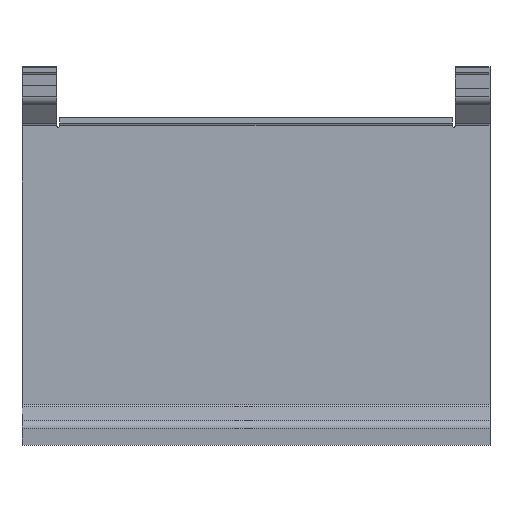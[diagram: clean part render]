
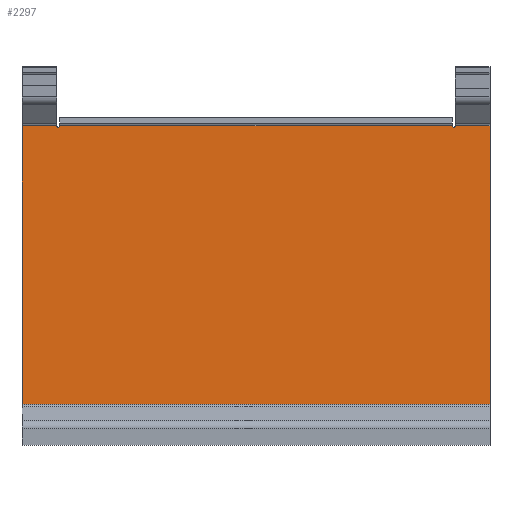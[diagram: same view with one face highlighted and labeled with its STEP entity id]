
A CAD part, top view. The second image highlights one B-rep face of the part: STEP entity #2297.
In plain terms, the highlighted planar face has unit normal (0, 0, 1).
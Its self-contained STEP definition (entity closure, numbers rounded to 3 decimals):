
#688 = PLANE('',#689);
#689 = AXIS2_PLACEMENT_3D('',#690,#691,#692);
#690 = CARTESIAN_POINT('',(84.,50.865,4.499));
#691 = DIRECTION('',(1.,0.,0.));
#692 = DIRECTION('',(0.,0.,1.));
#951 = VERTEX_POINT('',#952);
#952 = CARTESIAN_POINT('',(84.,100.,2.));
#967 = CYLINDRICAL_SURFACE('',#968,1.);
#968 = AXIS2_PLACEMENT_3D('',#969,#970,#971);
#969 = CARTESIAN_POINT('',(-84.,100.,3.));
#970 = DIRECTION('',(1.,0.,0.));
#971 = DIRECTION('',(0.,0.,-1.));
#979 = EDGE_CURVE('',#980,#951,#982,.T.);
#980 = VERTEX_POINT('',#981);
#981 = CARTESIAN_POINT('',(84.,0.,2.));
#982 = SURFACE_CURVE('',#983,(#987,#994),.PCURVE_S1.);
#983 = LINE('',#984,#985);
#984 = CARTESIAN_POINT('',(84.,0.,2.));
#985 = VECTOR('',#986,1.);
#986 = DIRECTION('',(0.,1.,0.));
#987 = PCURVE('',#688,#988);
#988 = DEFINITIONAL_REPRESENTATION('',(#989),#993);
#989 = LINE('',#990,#991);
#990 = CARTESIAN_POINT('',(-2.499,50.865));
#991 = VECTOR('',#992,1.);
#992 = DIRECTION('',(0.,-1.));
#993 = ( GEOMETRIC_REPRESENTATION_CONTEXT(2) 
PARAMETRIC_REPRESENTATION_CONTEXT() REPRESENTATION_CONTEXT('2D SPACE',''
  ) );
#994 = PCURVE('',#995,#1000);
#995 = PLANE('',#996);
#996 = AXIS2_PLACEMENT_3D('',#997,#998,#999);
#997 = CARTESIAN_POINT('',(-84.,0.,2.));
#998 = DIRECTION('',(0.,0.,1.));
#999 = DIRECTION('',(1.,0.,0.));
#1000 = DEFINITIONAL_REPRESENTATION('',(#1001),#1005);
#1001 = LINE('',#1002,#1003);
#1002 = CARTESIAN_POINT('',(168.,0.));
#1003 = VECTOR('',#1004,1.);
#1004 = DIRECTION('',(0.,1.));
#1005 = ( GEOMETRIC_REPRESENTATION_CONTEXT(2) 
PARAMETRIC_REPRESENTATION_CONTEXT() REPRESENTATION_CONTEXT('2D SPACE',''
  ) );
#1028 = CYLINDRICAL_SURFACE('',#1029,1.);
#1029 = AXIS2_PLACEMENT_3D('',#1030,#1031,#1032);
#1030 = CARTESIAN_POINT('',(-84.,0.,3.));
#1031 = DIRECTION('',(1.,0.,0.));
#1032 = DIRECTION('',(0.,0.,-1.));
#1510 = VERTEX_POINT('',#1511);
#1511 = CARTESIAN_POINT('',(71.5,100.,2.));
#1525 = CYLINDRICAL_SURFACE('',#1526,0.5);
#1526 = AXIS2_PLACEMENT_3D('',#1527,#1528,#1529);
#1527 = CARTESIAN_POINT('',(71.,100.,-3.));
#1528 = DIRECTION('',(0.,0.,1.));
#1529 = DIRECTION('',(1.,0.,0.));
#1742 = CYLINDRICAL_SURFACE('',#1743,0.5);
#1743 = AXIS2_PLACEMENT_3D('',#1744,#1745,#1746);
#1744 = CARTESIAN_POINT('',(-71.,100.,-3.));
#1745 = DIRECTION('',(0.,0.,1.));
#1746 = DIRECTION('',(1.,0.,0.));
#1798 = PLANE('',#1799);
#1799 = AXIS2_PLACEMENT_3D('',#1800,#1801,#1802);
#1800 = CARTESIAN_POINT('',(-84.,51.278,4.617));
#1801 = DIRECTION('',(-1.,0.,0.));
#1802 = DIRECTION('',(0.,0.,-1.));
#2252 = EDGE_CURVE('',#2253,#980,#2255,.T.);
#2253 = VERTEX_POINT('',#2254);
#2254 = CARTESIAN_POINT('',(-84.,0.,2.));
#2255 = SURFACE_CURVE('',#2256,(#2260,#2267),.PCURVE_S1.);
#2256 = LINE('',#2257,#2258);
#2257 = CARTESIAN_POINT('',(-84.,0.,2.));
#2258 = VECTOR('',#2259,1.);
#2259 = DIRECTION('',(1.,0.,0.));
#2260 = PCURVE('',#1028,#2261);
#2261 = DEFINITIONAL_REPRESENTATION('',(#2262),#2266);
#2262 = LINE('',#2263,#2264);
#2263 = CARTESIAN_POINT('',(-0.,0.));
#2264 = VECTOR('',#2265,1.);
#2265 = DIRECTION('',(-0.,1.));
#2266 = ( GEOMETRIC_REPRESENTATION_CONTEXT(2) 
PARAMETRIC_REPRESENTATION_CONTEXT() REPRESENTATION_CONTEXT('2D SPACE',''
  ) );
#2267 = PCURVE('',#995,#2268);
#2268 = DEFINITIONAL_REPRESENTATION('',(#2269),#2273);
#2269 = LINE('',#2270,#2271);
#2270 = CARTESIAN_POINT('',(0.,0.));
#2271 = VECTOR('',#2272,1.);
#2272 = DIRECTION('',(1.,0.));
#2273 = ( GEOMETRIC_REPRESENTATION_CONTEXT(2) 
PARAMETRIC_REPRESENTATION_CONTEXT() REPRESENTATION_CONTEXT('2D SPACE',''
  ) );
#2297 = ADVANCED_FACE('',(#2298),#995,.T.);
#2298 = FACE_BOUND('',#2299,.T.);
#2299 = EDGE_LOOP('',(#2300,#2330,#2354,#2382,#2403,#2404,#2405,#2426));
#2300 = ORIENTED_EDGE('',*,*,#2301,.F.);
#2301 = EDGE_CURVE('',#2302,#2304,#2306,.T.);
#2302 = VERTEX_POINT('',#2303);
#2303 = CARTESIAN_POINT('',(-70.5,100.,2.));
#2304 = VERTEX_POINT('',#2305);
#2305 = CARTESIAN_POINT('',(70.5,100.,2.));
#2306 = SURFACE_CURVE('',#2307,(#2311,#2318),.PCURVE_S1.);
#2307 = LINE('',#2308,#2309);
#2308 = CARTESIAN_POINT('',(-84.,100.,2.));
#2309 = VECTOR('',#2310,1.);
#2310 = DIRECTION('',(1.,0.,0.));
#2311 = PCURVE('',#995,#2312);
#2312 = DEFINITIONAL_REPRESENTATION('',(#2313),#2317);
#2313 = LINE('',#2314,#2315);
#2314 = CARTESIAN_POINT('',(0.,100.));
#2315 = VECTOR('',#2316,1.);
#2316 = DIRECTION('',(1.,0.));
#2317 = ( GEOMETRIC_REPRESENTATION_CONTEXT(2) 
PARAMETRIC_REPRESENTATION_CONTEXT() REPRESENTATION_CONTEXT('2D SPACE',''
  ) );
#2318 = PCURVE('',#2319,#2324);
#2319 = CYLINDRICAL_SURFACE('',#2320,1.);
#2320 = AXIS2_PLACEMENT_3D('',#2321,#2322,#2323);
#2321 = CARTESIAN_POINT('',(-84.,100.,3.));
#2322 = DIRECTION('',(1.,0.,0.));
#2323 = DIRECTION('',(0.,0.,-1.));
#2324 = DEFINITIONAL_REPRESENTATION('',(#2325),#2329);
#2325 = LINE('',#2326,#2327);
#2326 = CARTESIAN_POINT('',(0.,0.));
#2327 = VECTOR('',#2328,1.);
#2328 = DIRECTION('',(0.,1.));
#2329 = ( GEOMETRIC_REPRESENTATION_CONTEXT(2) 
PARAMETRIC_REPRESENTATION_CONTEXT() REPRESENTATION_CONTEXT('2D SPACE',''
  ) );
#2330 = ORIENTED_EDGE('',*,*,#2331,.F.);
#2331 = EDGE_CURVE('',#2332,#2302,#2334,.T.);
#2332 = VERTEX_POINT('',#2333);
#2333 = CARTESIAN_POINT('',(-71.5,100.,2.));
#2334 = SURFACE_CURVE('',#2335,(#2340,#2347),.PCURVE_S1.);
#2335 = CIRCLE('',#2336,0.5);
#2336 = AXIS2_PLACEMENT_3D('',#2337,#2338,#2339);
#2337 = CARTESIAN_POINT('',(-71.,100.,2.));
#2338 = DIRECTION('',(0.,0.,1.));
#2339 = DIRECTION('',(1.,0.,0.));
#2340 = PCURVE('',#995,#2341);
#2341 = DEFINITIONAL_REPRESENTATION('',(#2342),#2346);
#2342 = CIRCLE('',#2343,0.5);
#2343 = AXIS2_PLACEMENT_2D('',#2344,#2345);
#2344 = CARTESIAN_POINT('',(13.,100.));
#2345 = DIRECTION('',(1.,0.));
#2346 = ( GEOMETRIC_REPRESENTATION_CONTEXT(2) 
PARAMETRIC_REPRESENTATION_CONTEXT() REPRESENTATION_CONTEXT('2D SPACE',''
  ) );
#2347 = PCURVE('',#1742,#2348);
#2348 = DEFINITIONAL_REPRESENTATION('',(#2349),#2353);
#2349 = LINE('',#2350,#2351);
#2350 = CARTESIAN_POINT('',(0.,5.));
#2351 = VECTOR('',#2352,1.);
#2352 = DIRECTION('',(1.,0.));
#2353 = ( GEOMETRIC_REPRESENTATION_CONTEXT(2) 
PARAMETRIC_REPRESENTATION_CONTEXT() REPRESENTATION_CONTEXT('2D SPACE',''
  ) );
#2354 = ORIENTED_EDGE('',*,*,#2355,.F.);
#2355 = EDGE_CURVE('',#2356,#2332,#2358,.T.);
#2356 = VERTEX_POINT('',#2357);
#2357 = CARTESIAN_POINT('',(-84.,100.,2.));
#2358 = SURFACE_CURVE('',#2359,(#2363,#2370),.PCURVE_S1.);
#2359 = LINE('',#2360,#2361);
#2360 = CARTESIAN_POINT('',(-84.,100.,2.));
#2361 = VECTOR('',#2362,1.);
#2362 = DIRECTION('',(1.,0.,0.));
#2363 = PCURVE('',#995,#2364);
#2364 = DEFINITIONAL_REPRESENTATION('',(#2365),#2369);
#2365 = LINE('',#2366,#2367);
#2366 = CARTESIAN_POINT('',(0.,100.));
#2367 = VECTOR('',#2368,1.);
#2368 = DIRECTION('',(1.,0.));
#2369 = ( GEOMETRIC_REPRESENTATION_CONTEXT(2) 
PARAMETRIC_REPRESENTATION_CONTEXT() REPRESENTATION_CONTEXT('2D SPACE',''
  ) );
#2370 = PCURVE('',#2371,#2376);
#2371 = CYLINDRICAL_SURFACE('',#2372,1.);
#2372 = AXIS2_PLACEMENT_3D('',#2373,#2374,#2375);
#2373 = CARTESIAN_POINT('',(-84.,100.,3.));
#2374 = DIRECTION('',(1.,0.,0.));
#2375 = DIRECTION('',(0.,0.,-1.));
#2376 = DEFINITIONAL_REPRESENTATION('',(#2377),#2381);
#2377 = LINE('',#2378,#2379);
#2378 = CARTESIAN_POINT('',(0.,0.));
#2379 = VECTOR('',#2380,1.);
#2380 = DIRECTION('',(0.,1.));
#2381 = ( GEOMETRIC_REPRESENTATION_CONTEXT(2) 
PARAMETRIC_REPRESENTATION_CONTEXT() REPRESENTATION_CONTEXT('2D SPACE',''
  ) );
#2382 = ORIENTED_EDGE('',*,*,#2383,.F.);
#2383 = EDGE_CURVE('',#2253,#2356,#2384,.T.);
#2384 = SURFACE_CURVE('',#2385,(#2389,#2396),.PCURVE_S1.);
#2385 = LINE('',#2386,#2387);
#2386 = CARTESIAN_POINT('',(-84.,0.,2.));
#2387 = VECTOR('',#2388,1.);
#2388 = DIRECTION('',(0.,1.,0.));
#2389 = PCURVE('',#995,#2390);
#2390 = DEFINITIONAL_REPRESENTATION('',(#2391),#2395);
#2391 = LINE('',#2392,#2393);
#2392 = CARTESIAN_POINT('',(0.,0.));
#2393 = VECTOR('',#2394,1.);
#2394 = DIRECTION('',(0.,1.));
#2395 = ( GEOMETRIC_REPRESENTATION_CONTEXT(2) 
PARAMETRIC_REPRESENTATION_CONTEXT() REPRESENTATION_CONTEXT('2D SPACE',''
  ) );
#2396 = PCURVE('',#1798,#2397);
#2397 = DEFINITIONAL_REPRESENTATION('',(#2398),#2402);
#2398 = LINE('',#2399,#2400);
#2399 = CARTESIAN_POINT('',(2.617,51.278));
#2400 = VECTOR('',#2401,1.);
#2401 = DIRECTION('',(0.,-1.));
#2402 = ( GEOMETRIC_REPRESENTATION_CONTEXT(2) 
PARAMETRIC_REPRESENTATION_CONTEXT() REPRESENTATION_CONTEXT('2D SPACE',''
  ) );
#2403 = ORIENTED_EDGE('',*,*,#2252,.T.);
#2404 = ORIENTED_EDGE('',*,*,#979,.T.);
#2405 = ORIENTED_EDGE('',*,*,#2406,.F.);
#2406 = EDGE_CURVE('',#1510,#951,#2407,.T.);
#2407 = SURFACE_CURVE('',#2408,(#2412,#2419),.PCURVE_S1.);
#2408 = LINE('',#2409,#2410);
#2409 = CARTESIAN_POINT('',(-84.,100.,2.));
#2410 = VECTOR('',#2411,1.);
#2411 = DIRECTION('',(1.,0.,0.));
#2412 = PCURVE('',#995,#2413);
#2413 = DEFINITIONAL_REPRESENTATION('',(#2414),#2418);
#2414 = LINE('',#2415,#2416);
#2415 = CARTESIAN_POINT('',(0.,100.));
#2416 = VECTOR('',#2417,1.);
#2417 = DIRECTION('',(1.,0.));
#2418 = ( GEOMETRIC_REPRESENTATION_CONTEXT(2) 
PARAMETRIC_REPRESENTATION_CONTEXT() REPRESENTATION_CONTEXT('2D SPACE',''
  ) );
#2419 = PCURVE('',#967,#2420);
#2420 = DEFINITIONAL_REPRESENTATION('',(#2421),#2425);
#2421 = LINE('',#2422,#2423);
#2422 = CARTESIAN_POINT('',(0.,0.));
#2423 = VECTOR('',#2424,1.);
#2424 = DIRECTION('',(0.,1.));
#2425 = ( GEOMETRIC_REPRESENTATION_CONTEXT(2) 
PARAMETRIC_REPRESENTATION_CONTEXT() REPRESENTATION_CONTEXT('2D SPACE',''
  ) );
#2426 = ORIENTED_EDGE('',*,*,#2427,.F.);
#2427 = EDGE_CURVE('',#2304,#1510,#2428,.T.);
#2428 = SURFACE_CURVE('',#2429,(#2434,#2441),.PCURVE_S1.);
#2429 = CIRCLE('',#2430,0.5);
#2430 = AXIS2_PLACEMENT_3D('',#2431,#2432,#2433);
#2431 = CARTESIAN_POINT('',(71.,100.,2.));
#2432 = DIRECTION('',(0.,0.,1.));
#2433 = DIRECTION('',(1.,0.,0.));
#2434 = PCURVE('',#995,#2435);
#2435 = DEFINITIONAL_REPRESENTATION('',(#2436),#2440);
#2436 = CIRCLE('',#2437,0.5);
#2437 = AXIS2_PLACEMENT_2D('',#2438,#2439);
#2438 = CARTESIAN_POINT('',(155.,100.));
#2439 = DIRECTION('',(1.,0.));
#2440 = ( GEOMETRIC_REPRESENTATION_CONTEXT(2) 
PARAMETRIC_REPRESENTATION_CONTEXT() REPRESENTATION_CONTEXT('2D SPACE',''
  ) );
#2441 = PCURVE('',#1525,#2442);
#2442 = DEFINITIONAL_REPRESENTATION('',(#2443),#2447);
#2443 = LINE('',#2444,#2445);
#2444 = CARTESIAN_POINT('',(0.,5.));
#2445 = VECTOR('',#2446,1.);
#2446 = DIRECTION('',(1.,0.));
#2447 = ( GEOMETRIC_REPRESENTATION_CONTEXT(2) 
PARAMETRIC_REPRESENTATION_CONTEXT() REPRESENTATION_CONTEXT('2D SPACE',''
  ) );
